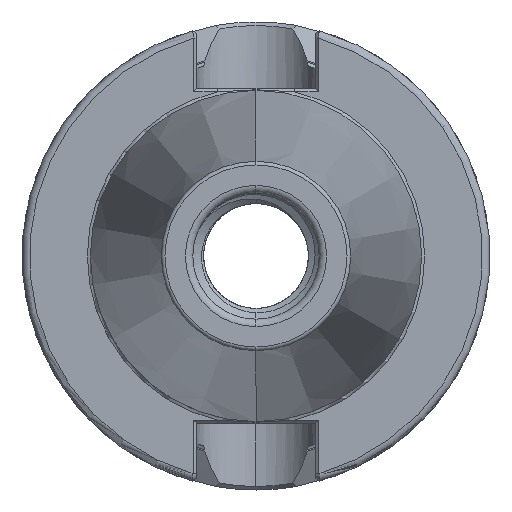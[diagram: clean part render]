
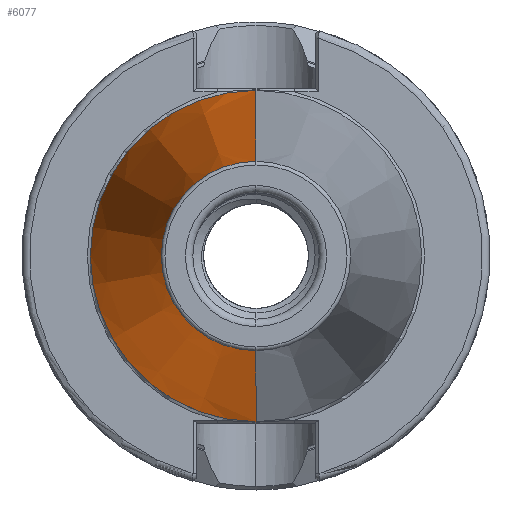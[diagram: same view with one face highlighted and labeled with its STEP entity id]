
A CAD part, left-side view. The second image highlights one B-rep face of the part: STEP entity #6077.
In plain terms, the highlighted conical face has half-angle 8.297 degrees and reference radius 22.298 mm.
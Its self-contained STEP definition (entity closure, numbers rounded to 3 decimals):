
#2346 = ORIENTED_EDGE ( 'NONE', *, *, #6896, .T. ) ;
#2349 = ORIENTED_EDGE ( 'NONE', *, *, #6855, .F. ) ;
#2358 = ORIENTED_EDGE ( 'NONE', *, *, #6848, .T. ) ;
#2881 = CARTESIAN_POINT ( 'NONE',  ( -1.5, 0., -22.298 ) ) ;
#2944 = DIRECTION ( 'NONE',  ( 0.99, 0., -0.144 ) ) ;
#3141 = DIRECTION ( 'NONE',  ( 1., 0., 0. ) ) ;
#3142 = DIRECTION ( 'NONE',  ( 0., 0., -1. ) ) ;
#3145 = DIRECTION ( 'NONE',  ( 1., 0., 0. ) ) ;
#3155 = DIRECTION ( 'NONE',  ( 0., 0., -1. ) ) ;
#3157 = CARTESIAN_POINT ( 'NONE',  ( -1.5, 0., 0. ) ) ;
#3172 = CARTESIAN_POINT ( 'NONE',  ( -66.972, 0., 0. ) ) ;
#3442 = DIRECTION ( 'NONE',  ( 0.99, 0., 0.144 ) ) ;
#3466 = CARTESIAN_POINT ( 'NONE',  ( -1.5, 0., 22.298 ) ) ;
#4239 = ORIENTED_EDGE ( 'NONE', *, *, #6812, .F. ) ;
#4325 = EDGE_LOOP ( 'NONE', ( #2358, #2346, #2349, #4239 ) ) ;
#4629 = FACE_OUTER_BOUND ( 'NONE', #4325, .T. ) ;
#4669 = CONICAL_SURFACE ( 'NONE', #13081, 22.298, 0.145 ) ;
#4760 = VECTOR ( 'NONE', #2944, 1000. ) ;
#4777 = LINE ( 'NONE', #2881, #4760 ) ;
#4975 = CIRCLE ( 'NONE', #13248, 22.298 ) ;
#4986 = CIRCLE ( 'NONE', #13245, 12.75 ) ;
#5027 = VECTOR ( 'NONE', #3442, 1000. ) ;
#5043 = LINE ( 'NONE', #3466, #5027 ) ;
#6077 = ADVANCED_FACE ( 'NONE', ( #4629 ), #4669, .T. ) ;
#6812 = EDGE_CURVE ( 'NONE', #14925, #14912, #4777, .T. ) ;
#6848 = EDGE_CURVE ( 'NONE', #14925, #14895, #4986, .T. ) ;
#6855 = EDGE_CURVE ( 'NONE', #14912, #14896, #4975, .T. ) ;
#6896 = EDGE_CURVE ( 'NONE', #14895, #14896, #5043, .T. ) ;
#13081 = AXIS2_PLACEMENT_3D ( 'NONE', #17377, #17345, #17384 ) ;
#13245 = AXIS2_PLACEMENT_3D ( 'NONE', #3172, #3145, #3155 ) ;
#13248 = AXIS2_PLACEMENT_3D ( 'NONE', #3157, #3141, #3142 ) ;
#14895 = VERTEX_POINT ( 'NONE', #15835 ) ;
#14896 = VERTEX_POINT ( 'NONE', #15844 ) ;
#14912 = VERTEX_POINT ( 'NONE', #15816 ) ;
#14925 = VERTEX_POINT ( 'NONE', #15826 ) ;
#15816 = CARTESIAN_POINT ( 'NONE',  ( -1.5, 0., -22.298 ) ) ;
#15826 = CARTESIAN_POINT ( 'NONE',  ( -66.972, 0., -12.75 ) ) ;
#15835 = CARTESIAN_POINT ( 'NONE',  ( -66.972, 0., 12.75 ) ) ;
#15844 = CARTESIAN_POINT ( 'NONE',  ( -1.5, 0., 22.298 ) ) ;
#17345 = DIRECTION ( 'NONE',  ( 1., 0., 0. ) ) ;
#17377 = CARTESIAN_POINT ( 'NONE',  ( -1.5, 0., 0. ) ) ;
#17384 = DIRECTION ( 'NONE',  ( 0., 0., -1. ) ) ;
